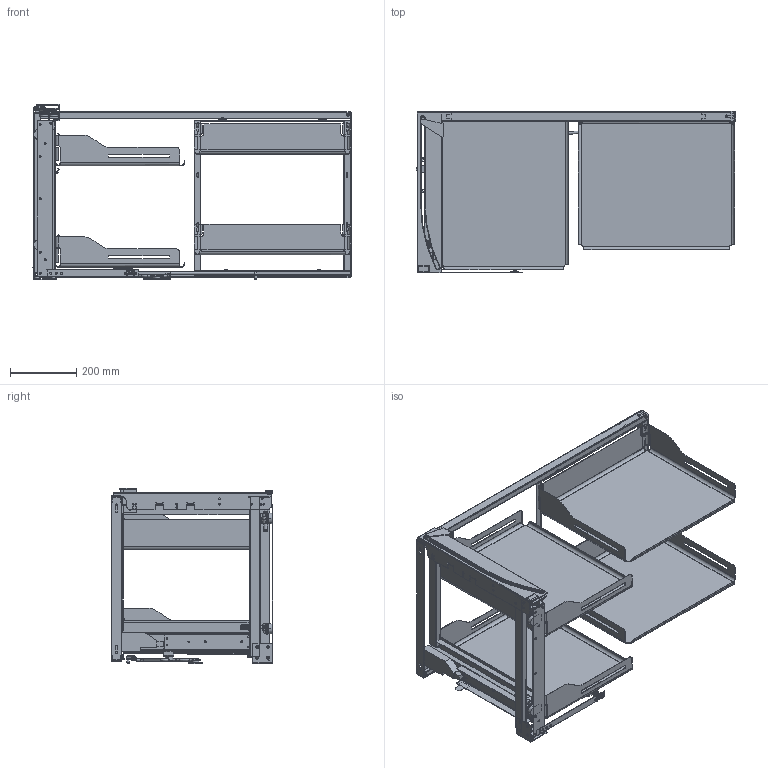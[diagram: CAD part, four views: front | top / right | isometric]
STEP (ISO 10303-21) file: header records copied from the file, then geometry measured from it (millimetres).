
FILE_DESCRIPTION(('STEP AP203'),'1');
FILE_NAME('TYP 1000 LIBELL, FRONT 600 L.step','2020-12-30T16:33:34',(' '),(' '),'Spatial InterOp 3D',' ',' ');
FILE_SCHEMA(('CONFIG_CONTROL_DESIGN'));
Length unit declared in the file: millimetre
Products named in the file (60): 1; 2; 3; 4; 5; 6; 7; 8; 9; 10; 11; 12; 13; 14; 15; 16; 17; 18; 19; 20; 21; 22; 23; 24; 25; 26; 27; 28; 29; 30; 31; 32; 33; 34; 35; 36; 37; 38; 39; 40 ...
Bounding box: 960 x 485.5 x 527.5 mm (x, y, z)
Volume: 3311654.2 mm3; surface area: 3583901.3 mm2
Topology: 60 solids, 60 shells, 2367 faces, 6450 edges, 4203 vertices
Faces by surface type: plane 1373, cylinder 772, torus 94, cone 93, sphere 16, bspline 11, extrusion 8
Full cylindrical faces by diameter (mm): 3 x18, 3.3 x1, 4 x31, 5 x21, 5.5 x8, 6 x30, 8 x15, 10 x5, 10.5 x1, 11 x5, 12 x4, 13 x3, 14 x3, 14.5 x1, 15 x1, 17 x1, 20 x2, 24 x2, 25 x5, 26 x2, 29 x1
Entity records: 79142 total; most frequent: CARTESIAN_POINT 17196, DIRECTION 12334, ORIENTED_EDGE 12178, EDGE_CURVE 6089, AXIS2_PLACEMENT_3D 4207, VERTEX_POINT 4100, VECTOR 3920, LINE 3912
